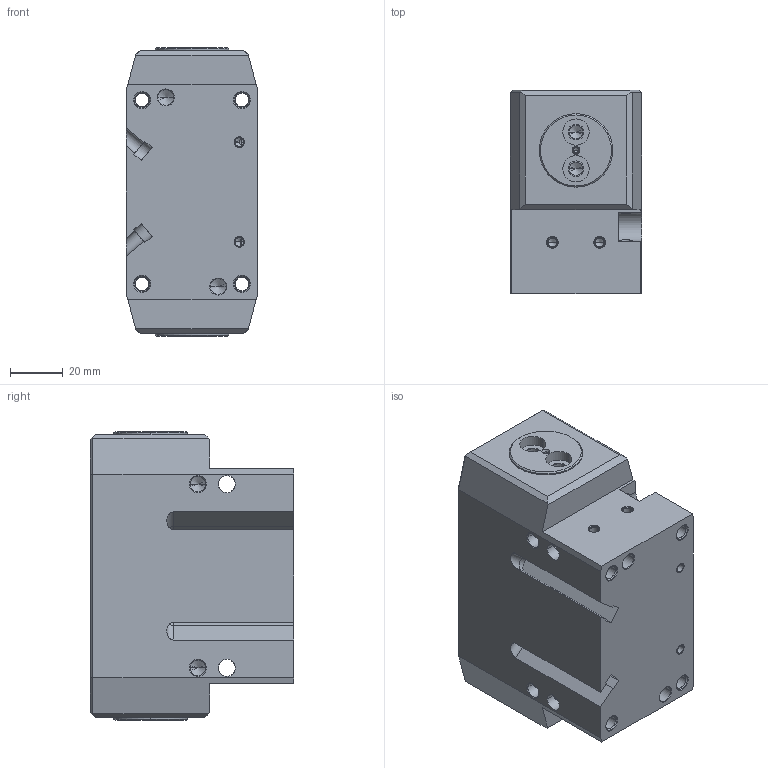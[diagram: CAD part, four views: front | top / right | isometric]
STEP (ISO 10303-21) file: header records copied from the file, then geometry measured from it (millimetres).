
FILE_DESCRIPTION((''),'2;1');
FILE_NAME('OPH108_CATALOGO_ASM','2011-03-09T',('DARIO'),(''),'PRO/ENGINEER BY PARAMETRIC TECHNOLOGY CORPORATION, 2010180','PRO/ENGINEER BY PARAMETRIC TECHNOLOGY CORPORATION, 2010180','');
FILE_SCHEMA(('CONFIG_CONTROL_DESIGN'));
Length unit declared in the file: millimetre
Products named in the file (3): CORPO_CATALOGO_OPH108; GRIFFA_CATALOGO_OPH108; OPH108_CATALOGO_ASM
Assembly tree (3 placements, depth 2):
  OPH108_CATALOGO_ASM
    CORPO_CATALOGO_OPH108
    GRIFFA_CATALOGO_OPH108  x2
Bounding box: 50 x 77.5 x 110 mm (x, y, z)
Volume: 347228.9 mm3; surface area: 66714.2 mm2
Topology: 3 solids, 19 shells, 266 faces, 694 edges, 428 vertices
Faces by surface type: cylinder 120, plane 76, cone 70
Entity records: 7676 total; most frequent: CARTESIAN_POINT 1735, DIRECTION 1288, ORIENTED_EDGE 1136, EDGE_CURVE 596, AXIS2_PLACEMENT_3D 490, VERTEX_POINT 385, VECTOR 308, LINE 308
